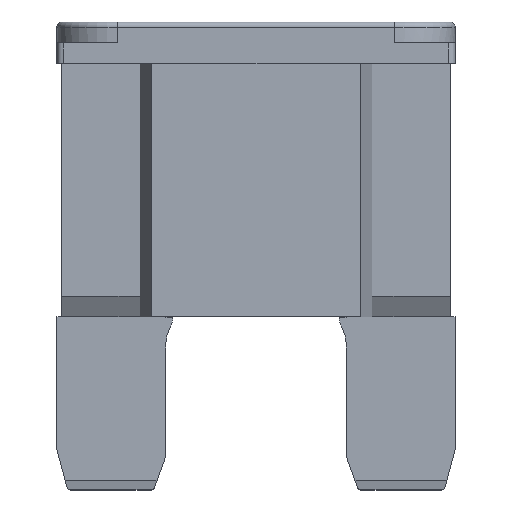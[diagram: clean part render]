
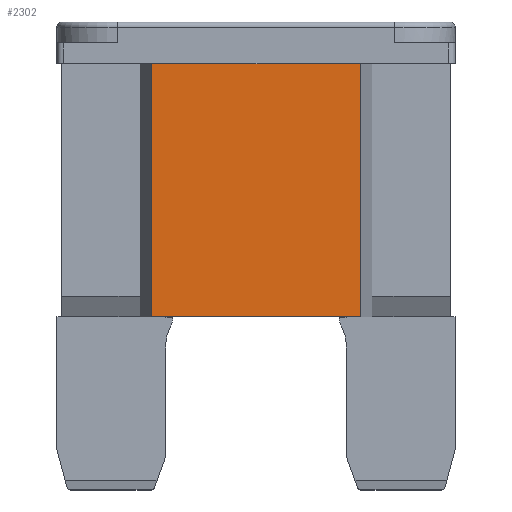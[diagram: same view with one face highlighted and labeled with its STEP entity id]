
A CAD part, top view. The second image highlights one B-rep face of the part: STEP entity #2302.
In plain terms, the highlighted planar face has unit normal (0, 0, 1).
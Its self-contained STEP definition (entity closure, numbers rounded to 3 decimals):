
#170=DIRECTION('',(1.,0.,0.));
#171=VECTOR('',#170,15.367);
#172=CARTESIAN_POINT('',(6.921,31.134,4.661));
#173=LINE('',#172,#171);
#250=DIRECTION('',(1.,0.,0.));
#251=VECTOR('',#250,15.367);
#252=CARTESIAN_POINT('',(6.921,12.582,4.661));
#253=LINE('',#252,#251);
#718=DIRECTION('',(0.,1.,0.));
#719=VECTOR('',#718,18.552);
#720=CARTESIAN_POINT('',(22.288,12.582,4.661));
#721=LINE('',#720,#719);
#730=DIRECTION('',(0.,1.,0.));
#731=VECTOR('',#730,18.552);
#732=CARTESIAN_POINT('',(6.921,12.582,4.661));
#733=LINE('',#732,#731);
#1045=CARTESIAN_POINT('',(6.921,31.134,4.661));
#1046=CARTESIAN_POINT('',(22.288,31.134,4.661));
#1047=VERTEX_POINT('',#1045);
#1048=VERTEX_POINT('',#1046);
#1228=CARTESIAN_POINT('',(22.288,12.582,4.661));
#1229=VERTEX_POINT('',#1228);
#1230=CARTESIAN_POINT('',(6.921,12.582,4.661));
#1232=VERTEX_POINT('',#1230);
#2290=CARTESIAN_POINT('',(22.288,31.134,4.661));
#2291=DIRECTION('',(0.,0.,1.));
#2292=DIRECTION('',(-1.,0.,0.));
#2293=AXIS2_PLACEMENT_3D('',#2290,#2291,#2292);
#2294=PLANE('',#2293);
#2295=ORIENTED_EDGE('',*,*,#1691,.F.);
#2297=ORIENTED_EDGE('',*,*,#2296,.T.);
#2298=ORIENTED_EDGE('',*,*,#1577,.T.);
#2299=ORIENTED_EDGE('',*,*,#2261,.F.);
#2300=EDGE_LOOP('',(#2295,#2297,#2298,#2299));
#2301=FACE_OUTER_BOUND('',#2300,.F.);
#2302=ADVANCED_FACE('',(#2301),#2294,.T.);
#1577=EDGE_CURVE('',#1047,#1048,#173,.T.);
#1691=EDGE_CURVE('',#1232,#1229,#253,.T.);
#2261=EDGE_CURVE('',#1229,#1048,#721,.T.);
#2296=EDGE_CURVE('',#1232,#1047,#733,.T.);
